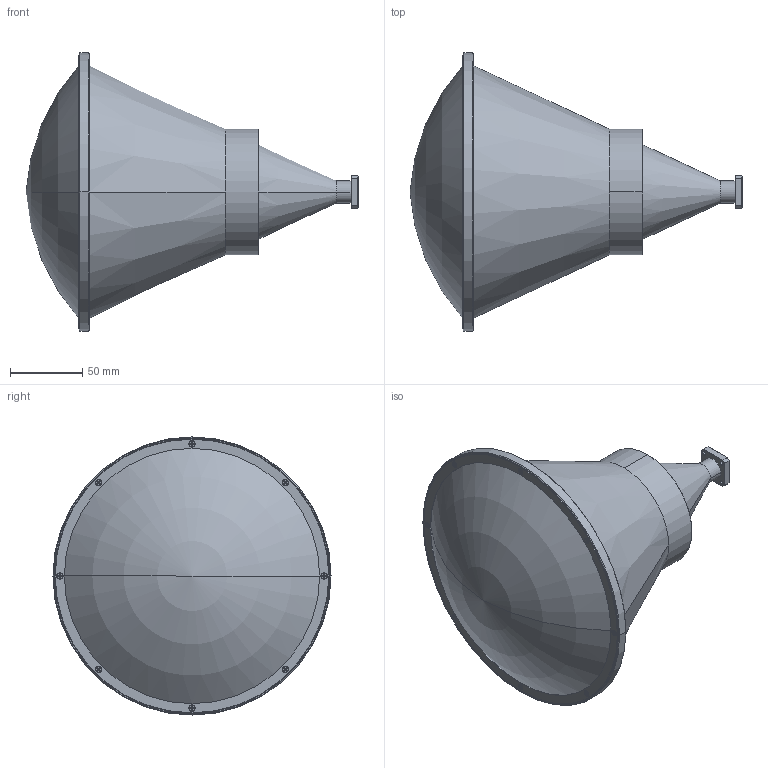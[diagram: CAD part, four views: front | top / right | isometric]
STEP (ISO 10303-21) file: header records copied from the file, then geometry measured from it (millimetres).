
FILE_DESCRIPTION (( 'STEP AP203' ), '1' );
FILE_NAME ('SAL-2532733005-315-S1-1.STEP', '2018-04-25T22:23:15', ( '' ), ( '' ), 'SwSTEP 2.0', 'SolidWorks 2016', '' );
FILE_SCHEMA (( 'CONFIG_CONTROL_DESIGN' ));
Length unit declared in the file: inch
Products named in the file (1): SAL-2532733005-315-S1-1
Bounding box: 229.82 x 192.53 x 192.53 mm (x, y, z)
Volume: 2185008.8 mm3; surface area: 164759.7 mm2
Topology: 10 solids, 10 shells, 549 faces, 1504 edges, 963 vertices
Faces by surface type: cylinder 222, plane 177, cone 124, bspline 24, torus 2
Entity records: 26385 total; most frequent: CARTESIAN_POINT 13727, ORIENTED_EDGE 2940, DIRECTION 2318, EDGE_CURVE 1470, VERTEX_POINT 963, AXIS2_PLACEMENT_3D 866, EDGE_LOOP 595, LINE 586
